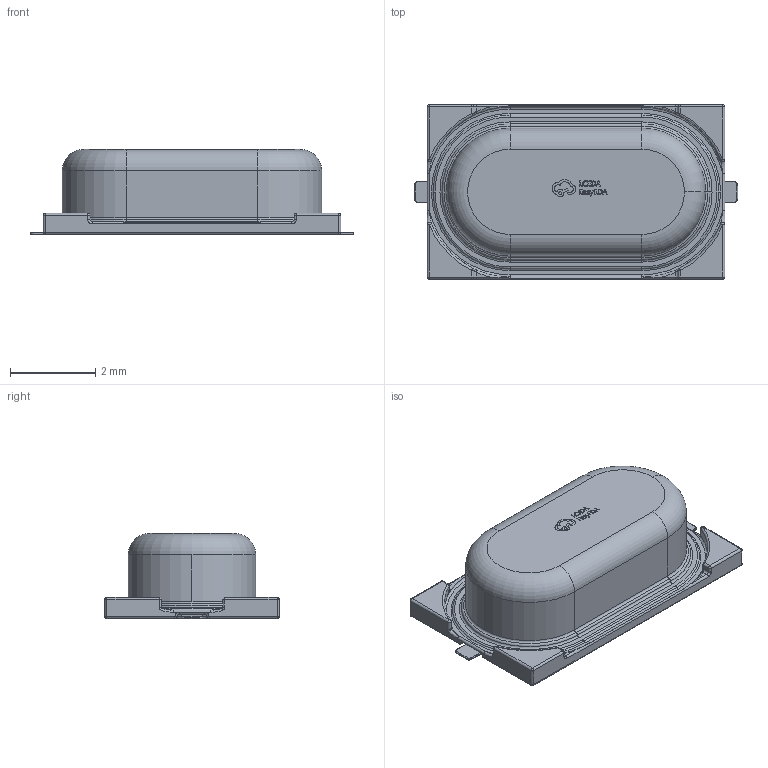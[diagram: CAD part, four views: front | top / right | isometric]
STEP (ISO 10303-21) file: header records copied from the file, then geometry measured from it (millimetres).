
FILE_DESCRIPTION (( 'STEP AP214' ), '1' );
FILE_NAME ('OSC-SMD_L7.0-W4.1-H2.0-LS7.6.step', '2022-07-07T03:31:56', ( '' ), ( '' ), 'SwSTEP 2.0', 'SolidWorks 2020', '' );
FILE_SCHEMA (( 'AUTOMOTIVE_DESIGN' ));
Length unit declared in the file: millimetre
Products named in the file (1): OSC-SMD_L7.0-W4.1-H2.0-LS7.6
Bounding box: 7.6 x 4.1 x 2 mm (x, y, z)
Volume: 35.7 mm3; surface area: 94.6 mm2
Topology: 2 solids, 2 shells, 535 faces, 1348 edges, 814 vertices
Faces by surface type: plane 220, bspline 132, cylinder 105, torus 54, sphere 24
Entity records: 23722 total; most frequent: CARTESIAN_POINT 6033, ORIENTED_EDGE 2624, DIRECTION 2104, EDGE_CURVE 1312, VERTEX_POINT 810, VECTOR 752, LINE 752, AXIS2_PLACEMENT_3D 676
